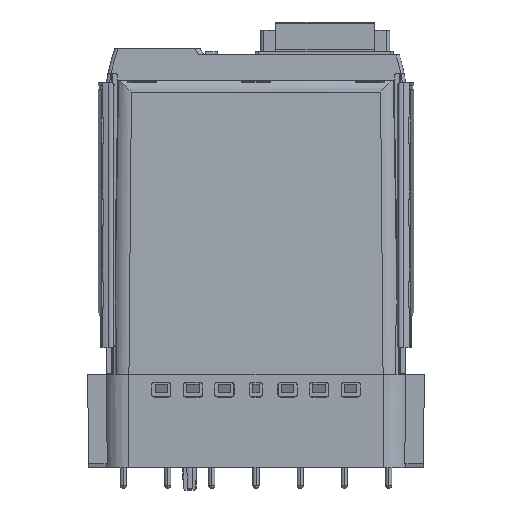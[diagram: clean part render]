
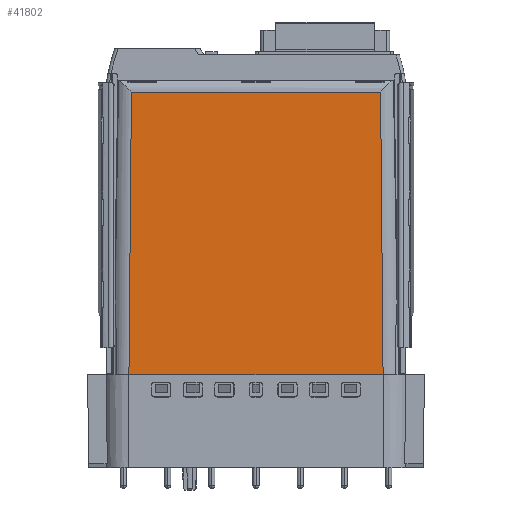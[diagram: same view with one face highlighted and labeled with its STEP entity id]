
A CAD part, front view. The second image highlights one B-rep face of the part: STEP entity #41802.
In plain terms, the highlighted planar face has unit normal (0, -1, 0.009).
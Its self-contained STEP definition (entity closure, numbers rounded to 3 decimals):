
#277=DIRECTION('',(-1.,0.,0.));
#278=VECTOR('',#277,75.251);
#279=CARTESIAN_POINT('',(37.626,-26.266,-97.286));
#280=LINE('',#279,#278);
#281=DIRECTION('',(-0.174,0.009,0.985));
#282=VECTOR('',#281,1.814);
#283=CARTESIAN_POINT('',(-37.626,-26.266,
-97.286));
#284=LINE('',#283,#282);
#285=DIRECTION('',(-1.,0.,0.));
#286=VECTOR('',#285,2.309);
#287=CARTESIAN_POINT('',(-37.941,-26.25,-95.5));
#288=LINE('',#287,#286);
#289=DIRECTION('',(0.009,0.009,1.));
#290=VECTOR('',#289,89.559);
#291=CARTESIAN_POINT('',(-40.25,-26.25,
-95.5));
#292=LINE('',#291,#290);
#293=DIRECTION('',(0.009,-0.009,-1.));
#294=VECTOR('',#293,89.559);
#295=CARTESIAN_POINT('',(39.469,-25.468,-5.948));
#296=LINE('',#295,#294);
#297=DIRECTION('',(-0.174,-0.009,-0.985));
#298=VECTOR('',#297,1.814);
#299=CARTESIAN_POINT('',(37.941,-26.25,-95.5));
#300=LINE('',#299,#298);
#9326=DIRECTION('',(-1.,0.,0.));
#9327=VECTOR('',#9326,78.937);
#9328=CARTESIAN_POINT('',(39.469,-25.468,
-5.948));
#9329=LINE('',#9328,#9327);
#25147=DIRECTION('',(1.,0.,0.));
#25148=VECTOR('',#25147,2.309);
#25149=CARTESIAN_POINT('',(37.941,-26.25,-95.5));
#25150=LINE('',#25149,#25148);
#33678=CARTESIAN_POINT('',(37.626,-26.266,
-97.286));
#33679=CARTESIAN_POINT('',(-37.626,-26.266,
-97.286));
#33680=VERTEX_POINT('',#33678);
#33681=VERTEX_POINT('',#33679);
#33715=CARTESIAN_POINT('',(-37.941,-26.25,-95.5));
#33716=VERTEX_POINT('',#33715);
#33717=CARTESIAN_POINT('',(-40.25,-26.25,
-95.5));
#33718=VERTEX_POINT('',#33717);
#33719=CARTESIAN_POINT('',(-39.469,-25.468,
-5.948));
#33720=VERTEX_POINT('',#33719);
#33721=CARTESIAN_POINT('',(39.469,-25.468,
-5.948));
#33722=VERTEX_POINT('',#33721);
#33723=CARTESIAN_POINT('',(40.25,-26.25,
-95.5));
#33724=VERTEX_POINT('',#33723);
#33725=CARTESIAN_POINT('',(37.941,-26.25,-95.5));
#33726=VERTEX_POINT('',#33725);
#41780=CARTESIAN_POINT('',(-49.112,-26.25,-95.5));
#41781=DIRECTION('',(0.,-1.,0.009));
#41782=DIRECTION('',(1.,0.,0.));
#41783=AXIS2_PLACEMENT_3D('',#41780,#41781,#41782);
#41784=PLANE('',#41783);
#41785=ORIENTED_EDGE('',*,*,#41727,.T.);
#41787=ORIENTED_EDGE('',*,*,#41786,.T.);
#41789=ORIENTED_EDGE('',*,*,#41788,.T.);
#41791=ORIENTED_EDGE('',*,*,#41790,.T.);
#41793=ORIENTED_EDGE('',*,*,#41792,.F.);
#41795=ORIENTED_EDGE('',*,*,#41794,.T.);
#41797=ORIENTED_EDGE('',*,*,#41796,.F.);
#41799=ORIENTED_EDGE('',*,*,#41798,.T.);
#41800=EDGE_LOOP('',(#41785,#41787,#41789,#41791,#41793,#41795,#41797,#41799));
#41801=FACE_OUTER_BOUND('',#41800,.F.);
#41802=ADVANCED_FACE('',(#41801),#41784,.T.);
#41727=EDGE_CURVE('',#33680,#33681,#280,.T.);
#41786=EDGE_CURVE('',#33681,#33716,#284,.T.);
#41788=EDGE_CURVE('',#33716,#33718,#288,.T.);
#41790=EDGE_CURVE('',#33718,#33720,#292,.T.);
#41792=EDGE_CURVE('',#33722,#33720,#9329,.T.);
#41794=EDGE_CURVE('',#33722,#33724,#296,.T.);
#41796=EDGE_CURVE('',#33726,#33724,#25150,.T.);
#41798=EDGE_CURVE('',#33726,#33680,#300,.T.);
